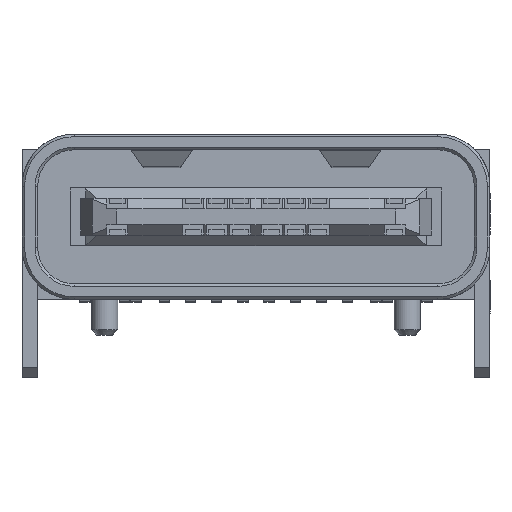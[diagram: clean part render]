
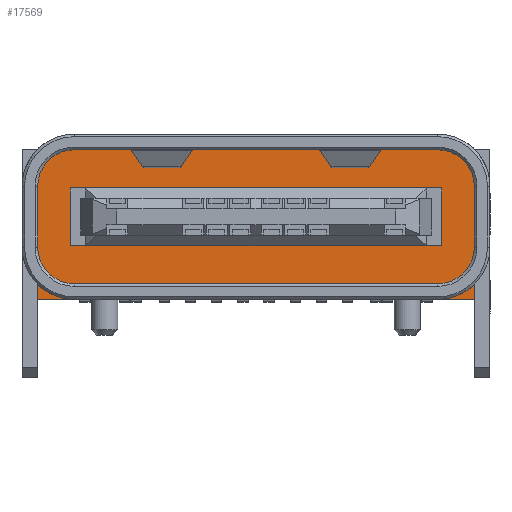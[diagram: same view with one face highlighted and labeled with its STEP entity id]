
A CAD part, front view. The second image highlights one B-rep face of the part: STEP entity #17569.
In plain terms, the highlighted planar face has unit normal (0, -1, 0).
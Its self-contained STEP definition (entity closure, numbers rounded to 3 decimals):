
#17569 = ADVANCED_FACE('',(#17570,#17604),#17656,.T.);
#17570 = FACE_BOUND('',#17571,.T.);
#17571 = EDGE_LOOP('',(#17572,#17582,#17590,#17598));
#17572 = ORIENTED_EDGE('',*,*,#17573,.F.);
#17573 = EDGE_CURVE('',#17574,#17576,#17578,.T.);
#17574 = VERTEX_POINT('',#17575);
#17575 = CARTESIAN_POINT('',(3.55,0.5,
    2.13));
#17576 = VERTEX_POINT('',#17577);
#17577 = CARTESIAN_POINT('',(-3.55,0.5,
    2.13));
#17578 = LINE('',#17579,#17580);
#17579 = CARTESIAN_POINT('',(-3.55,0.5,
    2.13));
#17580 = VECTOR('',#17581,1.);
#17581 = DIRECTION('',(-1.,0.,0.));
#17582 = ORIENTED_EDGE('',*,*,#17583,.T.);
#17583 = EDGE_CURVE('',#17574,#17584,#17586,.T.);
#17584 = VERTEX_POINT('',#17585);
#17585 = CARTESIAN_POINT('',(3.55,0.5,
    1.03));
#17586 = LINE('',#17587,#17588);
#17587 = CARTESIAN_POINT('',(3.55,0.5,
    2.13));
#17588 = VECTOR('',#17589,1.);
#17589 = DIRECTION('',(0.,0.,-1.));
#17590 = ORIENTED_EDGE('',*,*,#17591,.F.);
#17591 = EDGE_CURVE('',#17592,#17584,#17594,.T.);
#17592 = VERTEX_POINT('',#17593);
#17593 = CARTESIAN_POINT('',(-3.55,0.5,
    1.03));
#17594 = LINE('',#17595,#17596);
#17595 = CARTESIAN_POINT('',(-3.55,0.5,
    1.03));
#17596 = VECTOR('',#17597,1.);
#17597 = DIRECTION('',(1.,0.,0.));
#17598 = ORIENTED_EDGE('',*,*,#17599,.F.);
#17599 = EDGE_CURVE('',#17576,#17592,#17600,.T.);
#17600 = LINE('',#17601,#17602);
#17601 = CARTESIAN_POINT('',(-3.55,0.5,
    2.13));
#17602 = VECTOR('',#17603,1.);
#17603 = DIRECTION('',(0.,0.,-1.));
#17604 = FACE_BOUND('',#17605,.T.);
#17605 = EDGE_LOOP('',(#17606,#17617,#17625,#17634,#17642,#17650));
#17606 = ORIENTED_EDGE('',*,*,#17607,.T.);
#17607 = EDGE_CURVE('',#17608,#17610,#17612,.T.);
#17608 = VERTEX_POINT('',#17609);
#17609 = CARTESIAN_POINT('',(4.17,0.5,2.16
    ));
#17610 = VERTEX_POINT('',#17611);
#17611 = CARTESIAN_POINT('',(3.47,0.5,
    2.86));
#17612 = CIRCLE('',#17613,0.7);
#17613 = AXIS2_PLACEMENT_3D('',#17614,#17615,#17616);
#17614 = CARTESIAN_POINT('',(3.47,0.5,
    2.16));
#17615 = DIRECTION('',(0.,-1.,0.));
#17616 = DIRECTION('',(0.,0.,1.));
#17617 = ORIENTED_EDGE('',*,*,#17618,.F.);
#17618 = EDGE_CURVE('',#17619,#17610,#17621,.T.);
#17619 = VERTEX_POINT('',#17620);
#17620 = CARTESIAN_POINT('',(-3.47,0.5,
    2.86));
#17621 = LINE('',#17622,#17623);
#17622 = CARTESIAN_POINT('',(-3.47,0.5,
    2.86));
#17623 = VECTOR('',#17624,1.);
#17624 = DIRECTION('',(1.,0.,0.));
#17625 = ORIENTED_EDGE('',*,*,#17626,.F.);
#17626 = EDGE_CURVE('',#17627,#17619,#17629,.T.);
#17627 = VERTEX_POINT('',#17628);
#17628 = CARTESIAN_POINT('',(-4.17,0.5,
    2.16));
#17629 = CIRCLE('',#17630,0.7);
#17630 = AXIS2_PLACEMENT_3D('',#17631,#17632,#17633);
#17631 = CARTESIAN_POINT('',(-3.47,0.5,
    2.16));
#17632 = DIRECTION('',(0.,1.,0.));
#17633 = DIRECTION('',(0.,0.,1.));
#17634 = ORIENTED_EDGE('',*,*,#17635,.F.);
#17635 = EDGE_CURVE('',#17636,#17627,#17638,.T.);
#17636 = VERTEX_POINT('',#17637);
#17637 = CARTESIAN_POINT('',(-4.17,0.5,
    0.));
#17638 = LINE('',#17639,#17640);
#17639 = CARTESIAN_POINT('',(-4.17,0.5,1.
    ));
#17640 = VECTOR('',#17641,1.);
#17641 = DIRECTION('',(0.,0.,1.));
#17642 = ORIENTED_EDGE('',*,*,#17643,.F.);
#17643 = EDGE_CURVE('',#17644,#17636,#17646,.T.);
#17644 = VERTEX_POINT('',#17645);
#17645 = CARTESIAN_POINT('',(4.17,0.5,
    0.));
#17646 = LINE('',#17647,#17648);
#17647 = CARTESIAN_POINT('',(4.17,0.5,
    0.));
#17648 = VECTOR('',#17649,1.);
#17649 = DIRECTION('',(-1.,0.,0.));
#17650 = ORIENTED_EDGE('',*,*,#17651,.T.);
#17651 = EDGE_CURVE('',#17644,#17608,#17652,.T.);
#17652 = LINE('',#17653,#17654);
#17653 = CARTESIAN_POINT('',(4.17,0.5,1.)
  );
#17654 = VECTOR('',#17655,1.);
#17655 = DIRECTION('',(0.,0.,1.));
#17656 = PLANE('',#17657);
#17657 = AXIS2_PLACEMENT_3D('',#17658,#17659,#17660);
#17658 = CARTESIAN_POINT('',(-4.17,0.5,
    11.398));
#17659 = DIRECTION('',(0.,-1.,0.));
#17660 = DIRECTION('',(0.,0.,1.));
